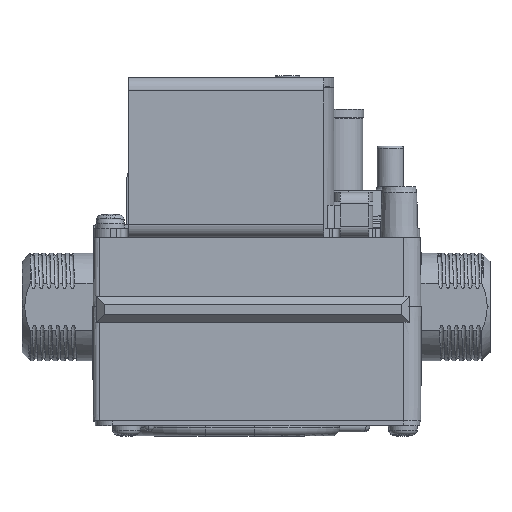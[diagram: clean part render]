
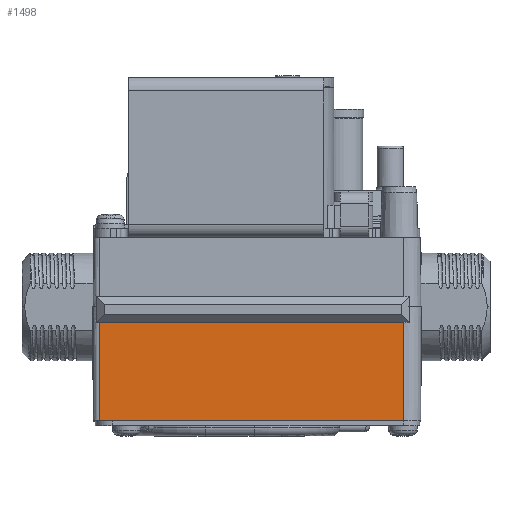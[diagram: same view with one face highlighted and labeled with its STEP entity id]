
A CAD part, top view. The second image highlights one B-rep face of the part: STEP entity #1498.
In plain terms, the highlighted planar face has unit normal (0, -0.005, 1).
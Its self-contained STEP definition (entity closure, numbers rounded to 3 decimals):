
#1498=ADVANCED_FACE('',(#3128),#2489,.T.);
#2489=PLANE('',#20228);
#3128=FACE_OUTER_BOUND('',#4209,.T.);
#4209=EDGE_LOOP('',(#9338,#9339,#9340,#9341,#9342,#9343));
#5226=LINE('',#27907,#6667);
#5231=LINE('',#27926,#6672);
#5538=LINE('',#54936,#6979);
#5539=LINE('',#54938,#6980);
#5540=LINE('',#54940,#6981);
#5541=LINE('',#54941,#6982);
#6667=VECTOR('',#22114,1.);
#6672=VECTOR('',#22127,1.);
#6979=VECTOR('',#23144,1.);
#6980=VECTOR('',#23147,1.);
#6981=VECTOR('',#23148,1.);
#6982=VECTOR('',#23149,1.);
#9338=ORIENTED_EDGE('',*,*,#16591,.F.);
#9339=ORIENTED_EDGE('',*,*,#15928,.T.);
#9340=ORIENTED_EDGE('',*,*,#16592,.T.);
#9341=ORIENTED_EDGE('',*,*,#15919,.T.);
#9342=ORIENTED_EDGE('',*,*,#16590,.T.);
#9343=ORIENTED_EDGE('',*,*,#16593,.T.);
#14024=VERTEX_POINT('',#27908);
#14025=VERTEX_POINT('',#27909);
#14033=VERTEX_POINT('',#27925);
#14034=VERTEX_POINT('',#27927);
#14470=VERTEX_POINT('',#54935);
#14471=VERTEX_POINT('',#54939);
#15919=EDGE_CURVE('',#14024,#14025,#5226,.T.);
#15928=EDGE_CURVE('',#14034,#14033,#5231,.T.);
#16590=EDGE_CURVE('',#14025,#14470,#5538,.T.);
#16591=EDGE_CURVE('',#14034,#14471,#5539,.T.);
#16592=EDGE_CURVE('',#14033,#14024,#5540,.T.);
#16593=EDGE_CURVE('',#14470,#14471,#5541,.T.);
#20228=AXIS2_PLACEMENT_3D('',#54942,#23150,#23151);
#22114=DIRECTION('',(1.,0.,0.));
#22127=DIRECTION('',(1.,0.,0.));
#23144=DIRECTION('',(0.,1.,0.005));
#23147=DIRECTION('',(0.,1.,0.005));
#23148=DIRECTION('',(1.,0.,0.));
#23149=DIRECTION('',(-1.,0.,0.));
#23150=DIRECTION('',(0.,-0.005,1.));
#23151=DIRECTION('',(-1.,0.,0.));
#27907=CARTESIAN_POINT('',(-32.2,-28.,27.7));
#27908=CARTESIAN_POINT('',(-25.492,-28.,27.7));
#27909=CARTESIAN_POINT('',(42.55,-28.,27.7));
#27925=CARTESIAN_POINT('',(-29.333,-28.,27.7));
#27926=CARTESIAN_POINT('',(-32.2,-28.,27.7));
#27927=CARTESIAN_POINT('',(-32.2,-28.,27.7));
#54935=CARTESIAN_POINT('',(42.55,-3.773,27.827));
#54936=CARTESIAN_POINT('',(42.55,-28.,27.7));
#54938=CARTESIAN_POINT('',(-32.2,-28.,27.7));
#54939=CARTESIAN_POINT('',(-32.2,-3.773,27.827));
#54940=CARTESIAN_POINT('',(-32.2,-28.,27.7));
#54941=CARTESIAN_POINT('',(42.55,-3.773,27.827));
#54942=CARTESIAN_POINT('',(-32.2,-28.,27.7));
